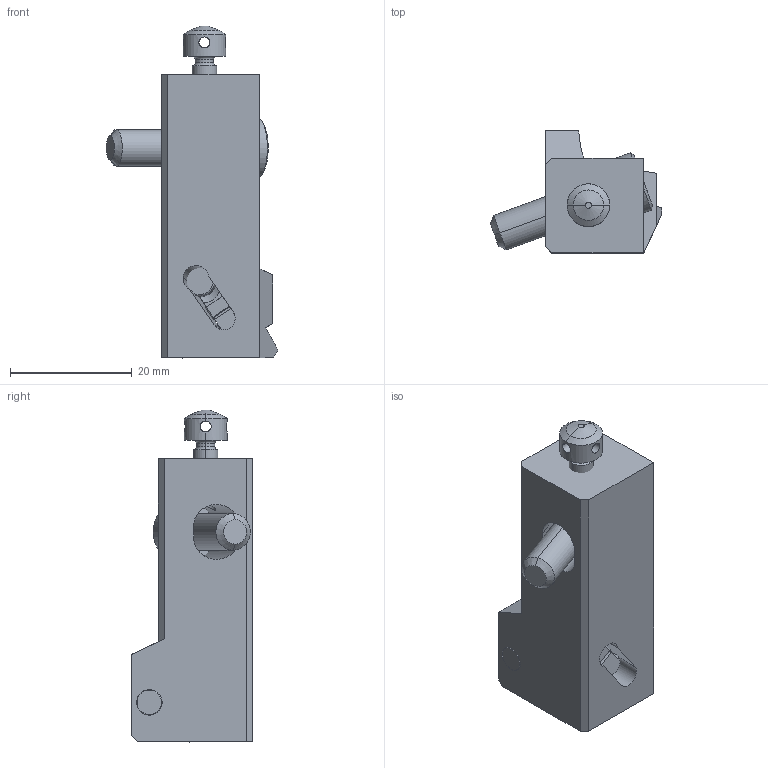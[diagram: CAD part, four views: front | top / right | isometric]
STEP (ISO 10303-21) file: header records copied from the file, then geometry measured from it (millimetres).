
FILE_DESCRIPTION(/* description */ (''),/* implementation_level */ '2;1');
FILE_NAME(/* name */ 'PTFNL12CA16.stp',/* time_stamp */ '2019-07-23T16:01:08+09:00',/* author */ (''),/* organization */ (''),/* preprocessor_version */ 'ST-DEVELOPER v16',/* originating_system */ 'SIEMENS PLM Software NX 10.0',/* authorisation */ '');
FILE_SCHEMA (('AUTOMOTIVE_DESIGN { 1 0 10303 214 3 1 1 1 }'));
Length unit declared in the file: millimetre
Products named in the file (1): PTFNL12CA16_ASM
Bounding box: 28.17 x 20 x 54.45 mm (x, y, z)
Volume: 10873.3 mm3; surface area: 5962.2 mm2
Topology: 7 solids, 7 shells, 228 faces, 606 edges, 389 vertices
Faces by surface type: plane 113, cylinder 73, cone 26, torus 16
Entity records: 7958 total; most frequent: CARTESIAN_POINT 1925, DIRECTION 1278, ORIENTED_EDGE 1208, EDGE_CURVE 604, AXIS2_PLACEMENT_3D 458, VERTEX_POINT 389, LINE 362, VECTOR 362
